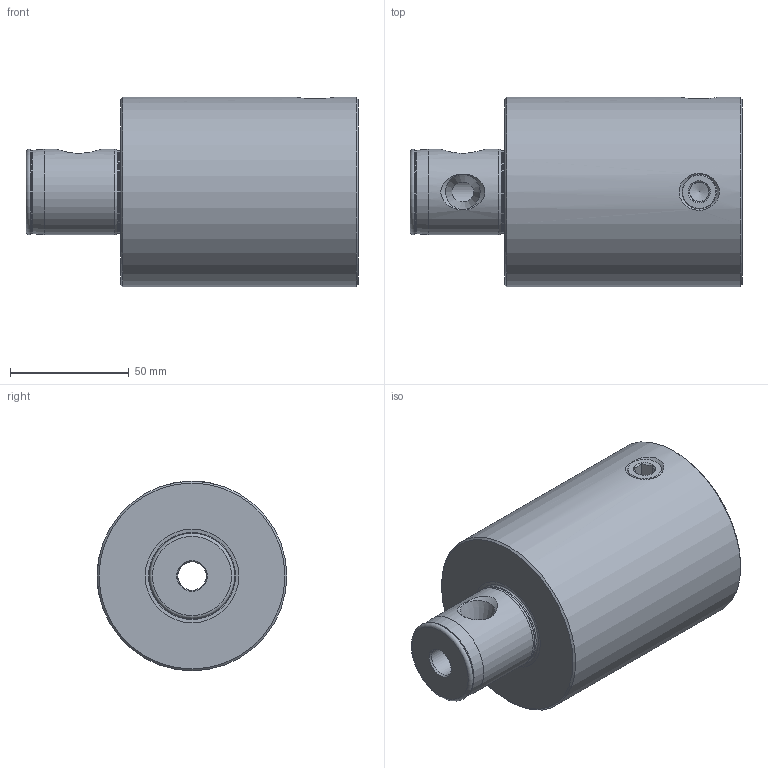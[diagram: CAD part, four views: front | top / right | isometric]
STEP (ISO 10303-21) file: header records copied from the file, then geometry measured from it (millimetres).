
FILE_DESCRIPTION (( 'STEP AP214' ), '1' );
FILE_NAME ('WH8.WH8.001.100.STEP', '2022-01-03T07:15:09', ( '' ), ( '' ), 'SwSTEP 2.0', 'SolidWorks 2017', '' );
FILE_SCHEMA (( 'AUTOMOTIVE_DESIGN' ));
Length unit declared in the file: millimetre
Products named in the file (3): WH8-WH8.001.100_B; WH8.WH8.001.100; WH8-ER1.001.029
Assembly tree (3 placements, depth 2):
  WH8.WH8.001.100
    WH8-WH8.001.100_B
    WH8-ER1.001.029  x2
Bounding box: 140 x 80 x 80 mm (x, y, z)
Volume: 489072.2 mm3; surface area: 53207.1 mm2
Topology: 3 solids, 3 shells, 75 faces, 176 edges, 105 vertices
Faces by surface type: plane 32, cone 22, cylinder 12, torus 9
Full cylindrical faces by diameter (mm): 8 x2, 12 x1, 14.5 x2, 16 x2, 35.3 x1, 36 x2, 37 x1, 80 x1
Entity records: 2097 total; most frequent: CARTESIAN_POINT 946, DIRECTION 222, ORIENTED_EDGE 148, AXIS2_PLACEMENT_3D 102, EDGE_LOOP 102, EDGE_CURVE 74, FACE_OUTER_BOUND 72, VERTEX_POINT 62
